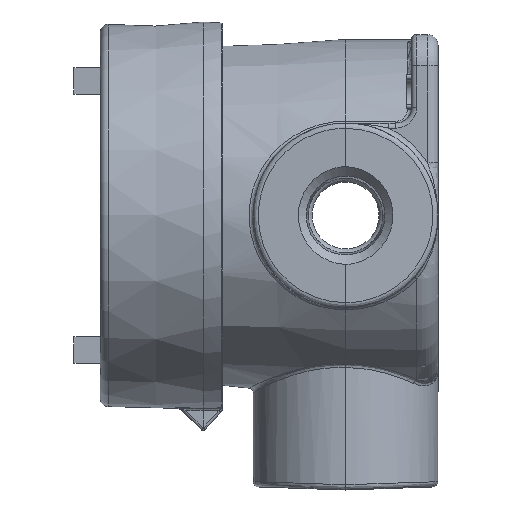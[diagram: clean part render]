
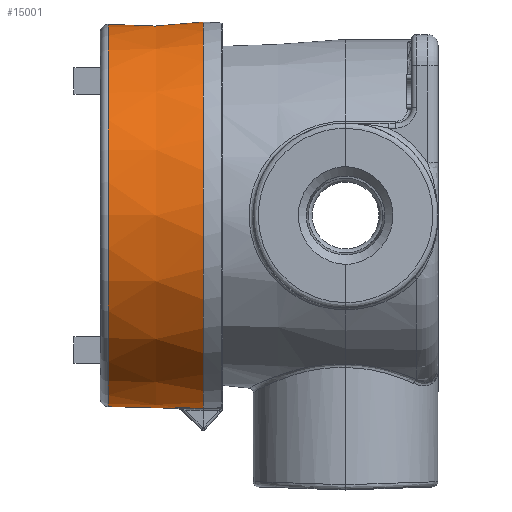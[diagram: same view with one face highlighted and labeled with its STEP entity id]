
A CAD part, left-side view. The second image highlights one B-rep face of the part: STEP entity #15001.
In plain terms, the highlighted conical face has half-angle 1.5 degrees and reference radius 58.214 mm.
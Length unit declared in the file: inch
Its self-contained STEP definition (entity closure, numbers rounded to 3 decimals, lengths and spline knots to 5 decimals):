
#126=CONICAL_SURFACE('',#16029,2.29188,0.026);
#1892=LINE('',#53773,#3162);
#3162=VECTOR('',#19189,2.29188);
#4088=FACE_OUTER_BOUND('',#4992,.T.);
#4992=EDGE_LOOP('',(#13696,#13697,#13698,#13699,#13700,#13701,#13702,#13703));
#5366=CIRCLE('',#16030,2.29188);
#5367=CIRCLE('',#16031,2.26235);
#5368=CIRCLE('',#16032,2.29188);
#5908=B_SPLINE_CURVE_WITH_KNOTS('',3,(#53755,#53756,#53757,#53758,#53759,
#53760,#53761,#53762,#53763,#53764),.UNSPECIFIED.,.F.,.F.,(4,2,2,2,4),(0.,
0.25,0.5,0.75,1.),.UNSPECIFIED.);
#5909=B_SPLINE_CURVE_WITH_KNOTS('',3,(#53766,#53767,#53768,#53769),
 .UNSPECIFIED.,.F.,.F.,(4,4),(0.,1.),.UNSPECIFIED.);
#5910=B_SPLINE_CURVE_WITH_KNOTS('',3,(#53777,#53778,#53779,#53780),
 .UNSPECIFIED.,.F.,.F.,(4,4),(0.,1.),.UNSPECIFIED.);
#7264=VERTEX_POINT('',#53753);
#7265=VERTEX_POINT('',#53754);
#7266=VERTEX_POINT('',#53765);
#7267=VERTEX_POINT('',#53770);
#7268=VERTEX_POINT('',#53772);
#7269=VERTEX_POINT('',#53775);
#9420=EDGE_CURVE('',#7264,#7265,#5908,.T.);
#9421=EDGE_CURVE('',#7265,#7266,#5909,.T.);
#9422=EDGE_CURVE('',#7266,#7267,#5366,.F.);
#9423=EDGE_CURVE('',#7267,#7268,#1892,.T.);
#9424=EDGE_CURVE('',#7268,#7268,#5367,.T.);
#9425=EDGE_CURVE('',#7267,#7269,#5368,.F.);
#9426=EDGE_CURVE('',#7269,#7264,#5910,.T.);
#13696=ORIENTED_EDGE('',*,*,#9420,.T.);
#13697=ORIENTED_EDGE('',*,*,#9421,.T.);
#13698=ORIENTED_EDGE('',*,*,#9422,.T.);
#13699=ORIENTED_EDGE('',*,*,#9423,.T.);
#13700=ORIENTED_EDGE('',*,*,#9424,.T.);
#13701=ORIENTED_EDGE('',*,*,#9423,.F.);
#13702=ORIENTED_EDGE('',*,*,#9425,.T.);
#13703=ORIENTED_EDGE('',*,*,#9426,.T.);
#15001=ADVANCED_FACE('',(#4088),#126,.T.);
#16029=AXIS2_PLACEMENT_3D('',#53752,#19185,#19186);
#16030=AXIS2_PLACEMENT_3D('',#53771,#19187,#19188);
#16031=AXIS2_PLACEMENT_3D('',#53774,#19190,#19191);
#16032=AXIS2_PLACEMENT_3D('',#53776,#19192,#19193);
#19185=DIRECTION('center_axis',(0.,0.,-1.));
#19186=DIRECTION('ref_axis',(1.,0.,0.));
#19187=DIRECTION('center_axis',(0.,0.,-1.));
#19188=DIRECTION('ref_axis',(0.094,-0.996,0.));
#19189=DIRECTION('',(0.026,0.,1.));
#19190=DIRECTION('center_axis',(0.,0.,-1.));
#19191=DIRECTION('ref_axis',(-1.,0.,0.));
#19192=DIRECTION('center_axis',(0.,0.,-1.));
#19193=DIRECTION('ref_axis',(0.094,-0.996,0.));
#53752=CARTESIAN_POINT('Origin',(0.,0.,0.25));
#53753=CARTESIAN_POINT('',(-0.20732,-2.27386,0.57789));
#53754=CARTESIAN_POINT('',(0.20732,-2.27386,0.57789));
#53755=CARTESIAN_POINT('Ctrl Pts',(-0.20732,-2.27386,
0.57789));
#53756=CARTESIAN_POINT('Ctrl Pts',(-0.17295,-2.27708,
0.57453));
#53757=CARTESIAN_POINT('Ctrl Pts',(-0.13826,-2.27952,
0.57199));
#53758=CARTESIAN_POINT('Ctrl Pts',(-0.06895,-2.28275,
0.56862));
#53759=CARTESIAN_POINT('Ctrl Pts',(-0.03423,-2.28356,
0.56778));
#53760=CARTESIAN_POINT('Ctrl Pts',(0.03531,-2.28355,
0.56779));
#53761=CARTESIAN_POINT('Ctrl Pts',(0.07008,-2.28272,
0.56866));
#53762=CARTESIAN_POINT('Ctrl Pts',(0.13902,-2.27947,
0.57204));
#53763=CARTESIAN_POINT('Ctrl Pts',(0.17327,-2.27705,
0.57457));
#53764=CARTESIAN_POINT('Ctrl Pts',(0.20732,-2.27386,
0.57789));
#53765=CARTESIAN_POINT('',(0.2158,-2.28169,0.25));
#53766=CARTESIAN_POINT('Ctrl Pts',(0.20732,-2.27386,
0.57789));
#53767=CARTESIAN_POINT('Ctrl Pts',(0.21014,-2.27647,
0.4686));
#53768=CARTESIAN_POINT('Ctrl Pts',(0.21297,-2.27909,
0.3593));
#53769=CARTESIAN_POINT('Ctrl Pts',(0.2158,-2.28169,
0.25));
#53770=CARTESIAN_POINT('',(-2.29188,0.,0.25));
#53771=CARTESIAN_POINT('Origin',(0.,0.,
0.25));
#53772=CARTESIAN_POINT('',(-2.26235,0.,1.37745));
#53773=CARTESIAN_POINT('',(-2.29188,0.,0.25));
#53774=CARTESIAN_POINT('Origin',(0.,0.,1.37745));
#53775=CARTESIAN_POINT('',(-0.2158,-2.28169,0.25));
#53776=CARTESIAN_POINT('Origin',(0.,0.,
0.25));
#53777=CARTESIAN_POINT('Ctrl Pts',(-0.2158,-2.28169,
0.25));
#53778=CARTESIAN_POINT('Ctrl Pts',(-0.21297,-2.27909,
0.3593));
#53779=CARTESIAN_POINT('Ctrl Pts',(-0.21014,-2.27647,
0.4686));
#53780=CARTESIAN_POINT('Ctrl Pts',(-0.20732,-2.27386,
0.57789));
